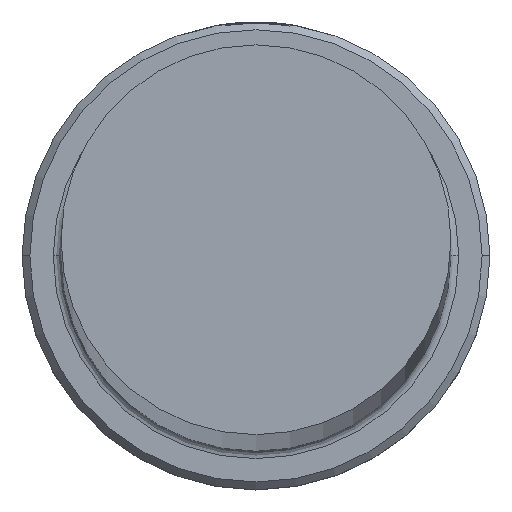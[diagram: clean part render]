
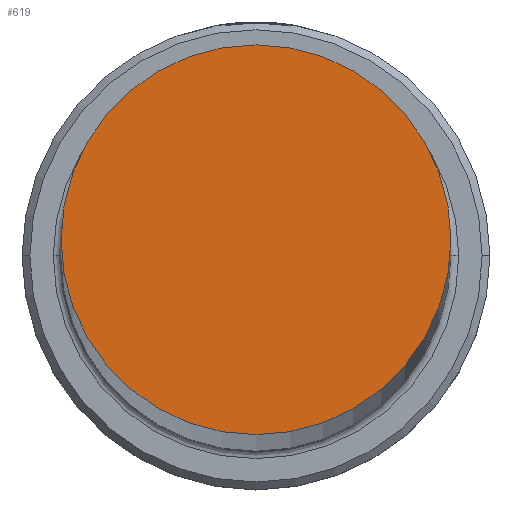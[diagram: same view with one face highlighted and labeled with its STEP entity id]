
A CAD part, top view. The second image highlights one B-rep face of the part: STEP entity #619.
In plain terms, the highlighted planar face has unit normal (0, 0, 1).
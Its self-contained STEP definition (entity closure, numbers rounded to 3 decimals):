
#84 = FACE_OUTER_BOUND ( 'NONE', #606, .T. ) ;
#249 = AXIS2_PLACEMENT_3D ( 'NONE', #312, #949, #417 ) ;
#312 = CARTESIAN_POINT ( 'NONE',  ( 0., 0., 600. ) ) ;
#351 = CIRCLE ( 'NONE', #799, 12.5 ) ;
#378 = PLANE ( 'NONE',  #867 ) ;
#382 = DIRECTION ( 'NONE',  ( 0., 0., 1. ) ) ;
#417 = DIRECTION ( 'NONE',  ( 1., 0., 0. ) ) ;
#427 = ORIENTED_EDGE ( 'NONE', *, *, #1101, .T. ) ;
#468 = DIRECTION ( 'NONE',  ( 0., 0., 1. ) ) ;
#474 = CARTESIAN_POINT ( 'NONE',  ( 12.5, 0., 600. ) ) ;
#532 = ORIENTED_EDGE ( 'NONE', *, *, #641, .T. ) ;
#606 = EDGE_LOOP ( 'NONE', ( #532, #427 ) ) ;
#619 = ADVANCED_FACE ( 'NONE', ( #84 ), #378, .T. ) ;
#641 = EDGE_CURVE ( 'NONE', #1058, #953, #351, .T. ) ;
#670 = CARTESIAN_POINT ( 'NONE',  ( -12.5, 0., 600. ) ) ;
#735 = CARTESIAN_POINT ( 'NONE',  ( 0., 0., 600. ) ) ;
#799 = AXIS2_PLACEMENT_3D ( 'NONE', #924, #382, #1003 ) ;
#867 = AXIS2_PLACEMENT_3D ( 'NONE', #735, #468, #1083 ) ;
#924 = CARTESIAN_POINT ( 'NONE',  ( 0., 0., 600. ) ) ;
#949 = DIRECTION ( 'NONE',  ( 0., 0., 1. ) ) ;
#953 = VERTEX_POINT ( 'NONE', #474 ) ;
#1003 = DIRECTION ( 'NONE',  ( 1., 0., 0. ) ) ;
#1058 = VERTEX_POINT ( 'NONE', #670 ) ;
#1083 = DIRECTION ( 'NONE',  ( 1., 0., 0. ) ) ;
#1101 = EDGE_CURVE ( 'NONE', #953, #1058, #1123, .T. ) ;
#1123 = CIRCLE ( 'NONE', #249, 12.5 ) ;
